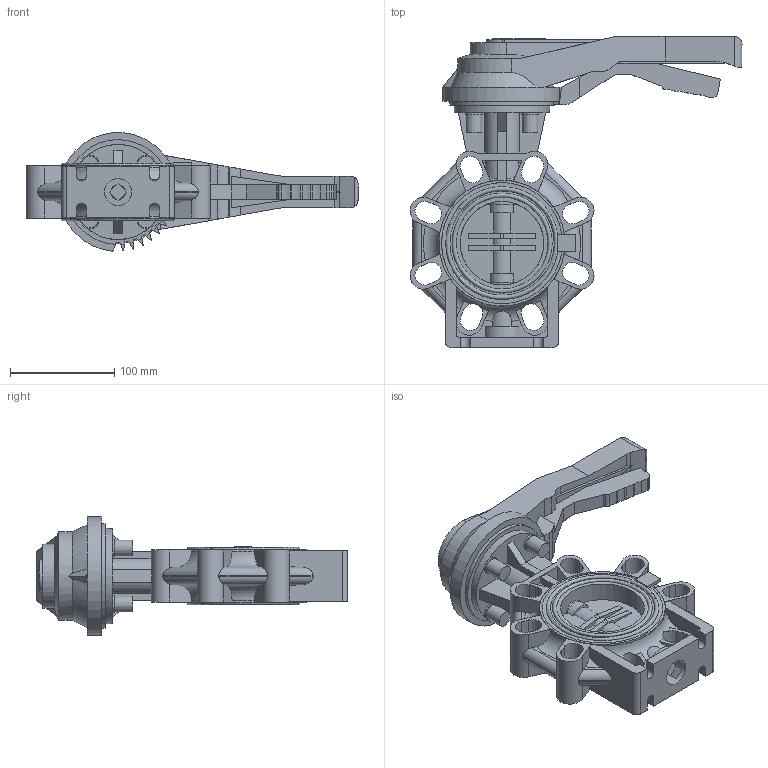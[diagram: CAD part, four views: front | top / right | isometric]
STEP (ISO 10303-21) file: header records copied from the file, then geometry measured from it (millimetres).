
FILE_DESCRIPTION(/* description */ ('Butterfly Valve with PVC Disc and EPDM lining, Lever Operated, Ø90/DN80, PN10'),/* implementation_level */ '2;1');
FILE_NAME(/* name */ 'K4OU-E-090',/* time_stamp */ '2021-11-25T13:21:37+01:00',/* author */ ('COAB Solutions'),/* organization */ ('GPA Flowsystem'),/* preprocessor_version */ 'ST-DEVELOPER v18.1',/* originating_system */ 'www.coabsolutions.com',/* authorisation */ 'unknown authorization');
FILE_SCHEMA (('AUTOMOTIVE_DESIGN { 1 0 10303 214 3 1 1 }'));
Length unit declared in the file: millimetre
Products named in the file (1): K4OU-E-090
Bounding box: 318.18 x 298.2 x 113.54 mm (x, y, z)
Volume: 1576240.9 mm3; surface area: 269204.7 mm2
Topology: 2 solids, 3 shells, 594 faces, 1713 edges, 1130 vertices
Faces by surface type: plane 379, cylinder 184, torus 26, cone 5
Full cylindrical faces by diameter (mm): 15.2 x4, 16.72 x4, 25.926 x1, 26.124 x2, 32.953 x1, 80 x1, 91.2 x1, 115.98 x1, 116 x1, 120.733 x2
Entity records: 20859 total; most frequent: CARTESIAN_POINT 4624, ORIENTED_EDGE 3426, DIRECTION 3300, EDGE_CURVE 1713, VERTEX_POINT 1130, LINE 1100, VECTOR 1100, AXIS2_PLACEMENT_3D 1100
